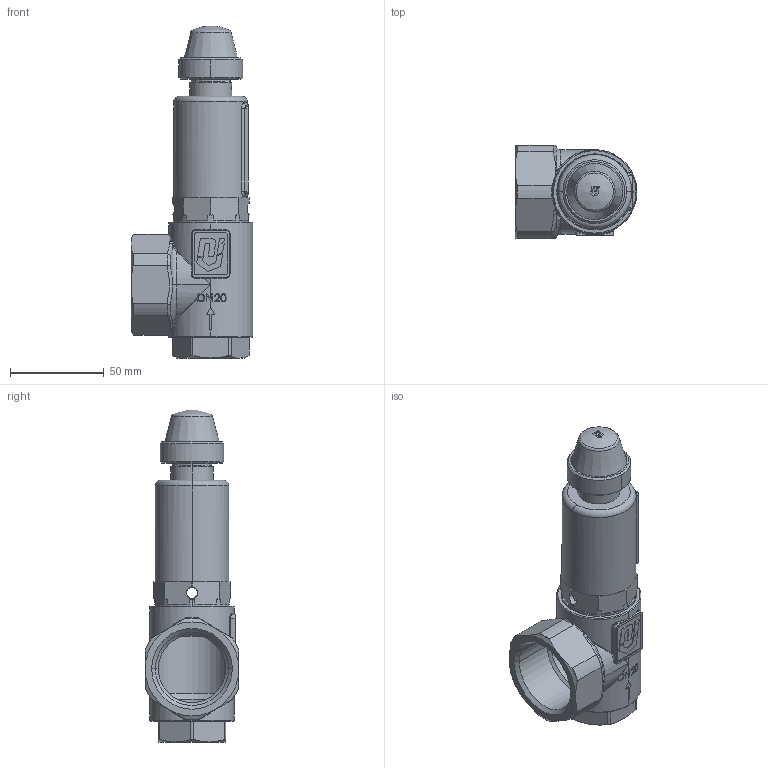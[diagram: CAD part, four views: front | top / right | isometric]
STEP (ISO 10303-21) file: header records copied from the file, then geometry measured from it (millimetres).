
FILE_DESCRIPTION(('HOOPS Exchange Step'),'2;1');
FILE_NAME('SV03-04-07-08-DN20-IG.stp','2026-01-19T14:41:55+01:00',('nieru'),('Unknown organisation'),'HOOPS Exchange 2024.2','HOOPS Exchange','Unknown authorisation');
FILE_SCHEMA( ('AP203_CONFIGURATION_CONTROLLED_3D_DESIGN_OF_MECHANICAL_PARTS_AND_ASSEMBLIES_MIM_LF') );
Length unit declared in the file: millimetre
Products named in the file (2): 0; root
Assembly tree (1 placements, depth 2):
  root
    0
Bounding box: 65 x 50 x 177 mm (x, y, z)
Volume: 99582.1 mm3; surface area: 57152.4 mm2
Topology: 6 solids, 6 shells, 562 faces, 1459 edges, 912 vertices
Faces by surface type: plane 184, bspline 135, cylinder 118, cone 85, torus 32, sphere 8
Entity records: 24959 total; most frequent: CARTESIAN_POINT 12769, ORIENTED_EDGE 2886, DIRECTION 1966, EDGE_CURVE 1443, VERTEX_POINT 912, AXIS2_PLACEMENT_3D 771, EDGE_LOOP 597, FACE_BOUND 597
